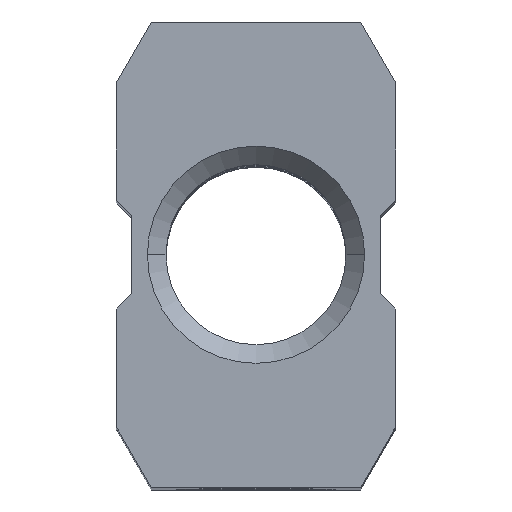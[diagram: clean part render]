
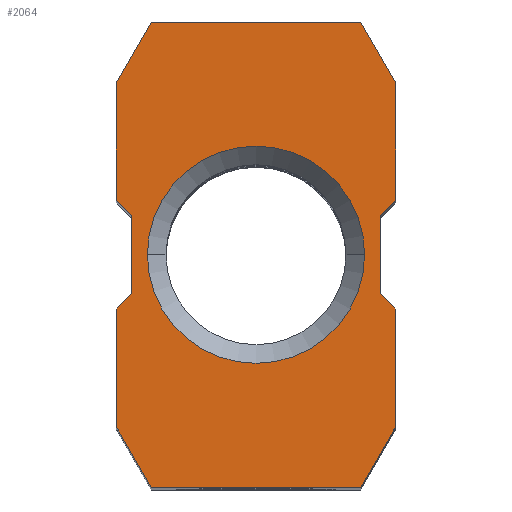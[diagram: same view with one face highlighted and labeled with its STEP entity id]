
A CAD part, top view. The second image highlights one B-rep face of the part: STEP entity #2064.
In plain terms, the highlighted planar face has unit normal (0, 0, 1).
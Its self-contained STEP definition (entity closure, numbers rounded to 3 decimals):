
#4 = CARTESIAN_POINT ( 'NONE',  ( 7., 15., 0. ) ) ;
#17 = CARTESIAN_POINT ( 'NONE',  ( -9., 18.5, 0. ) ) ;
#44 = CARTESIAN_POINT ( 'NONE',  ( 9., 26.103, 0. ) ) ;
#45 = ORIENTED_EDGE ( 'NONE', *, *, #1841, .T. ) ;
#58 = DIRECTION ( 'NONE',  ( 0.707, -0.707, 0. ) ) ;
#69 = VECTOR ( 'NONE', #304, 1000. ) ;
#90 = DIRECTION ( 'NONE',  ( 0.5, 0.866, 0. ) ) ;
#99 = LINE ( 'NONE', #1138, #1153 ) ;
#141 = CARTESIAN_POINT ( 'NONE',  ( -8., 17.5, 0. ) ) ;
#158 = AXIS2_PLACEMENT_3D ( 'NONE', #1317, #1743, #485 ) ;
#176 = VERTEX_POINT ( 'NONE', #2264 ) ;
#191 = CARTESIAN_POINT ( 'NONE',  ( 6.75, 30., 0. ) ) ;
#194 = DIRECTION ( 'NONE',  ( 0., 0., -1. ) ) ;
#195 = LINE ( 'NONE', #2496, #1518 ) ;
#221 = VERTEX_POINT ( 'NONE', #4 ) ;
#230 = LINE ( 'NONE', #1305, #2395 ) ;
#240 = ORIENTED_EDGE ( 'NONE', *, *, #1205, .T. ) ;
#242 = CARTESIAN_POINT ( 'NONE',  ( -9., 11.5, 0. ) ) ;
#254 = CARTESIAN_POINT ( 'NONE',  ( 9., 11.5, 0. ) ) ;
#273 = ORIENTED_EDGE ( 'NONE', *, *, #1898, .T. ) ;
#285 = CARTESIAN_POINT ( 'NONE',  ( -7., 15., 0. ) ) ;
#295 = VECTOR ( 'NONE', #1301, 1000. ) ;
#299 = DIRECTION ( 'NONE',  ( 0., 0., -1. ) ) ;
#304 = DIRECTION ( 'NONE',  ( 0., -1., 0. ) ) ;
#322 = DIRECTION ( 'NONE',  ( 1., 0., 0. ) ) ;
#329 = CARTESIAN_POINT ( 'NONE',  ( 0., 15., 0. ) ) ;
#330 = EDGE_CURVE ( 'NONE', #1960, #1631, #1620, .T. ) ;
#366 = CARTESIAN_POINT ( 'NONE',  ( 9., 26.103, 0. ) ) ;
#378 = FACE_BOUND ( 'NONE', #2580, .T. ) ;
#401 = EDGE_CURVE ( 'NONE', #708, #1471, #2471, .T. ) ;
#409 = VERTEX_POINT ( 'NONE', #285 ) ;
#410 = DIRECTION ( 'NONE',  ( -1., 0., 0. ) ) ;
#423 = DIRECTION ( 'NONE',  ( 0., 1., 0. ) ) ;
#428 = LINE ( 'NONE', #366, #2589 ) ;
#463 = DIRECTION ( 'NONE',  ( 0.707, 0.707, 0. ) ) ;
#485 = DIRECTION ( 'NONE',  ( 1., 0., 0. ) ) ;
#581 = DIRECTION ( 'NONE',  ( -0.5, 0.866, 0. ) ) ;
#588 = CARTESIAN_POINT ( 'NONE',  ( -9., 3.897, 0. ) ) ;
#603 = CARTESIAN_POINT ( 'NONE',  ( -6.75, 0., 0. ) ) ;
#606 = LINE ( 'NONE', #1125, #1156 ) ;
#700 = EDGE_CURVE ( 'NONE', #176, #1793, #801, .T. ) ;
#708 = VERTEX_POINT ( 'NONE', #1453 ) ;
#717 = ORIENTED_EDGE ( 'NONE', *, *, #330, .T. ) ;
#771 = ORIENTED_EDGE ( 'NONE', *, *, #1473, .T. ) ;
#775 = ORIENTED_EDGE ( 'NONE', *, *, #961, .T. ) ;
#786 = ORIENTED_EDGE ( 'NONE', *, *, #1772, .T. ) ;
#793 = VECTOR ( 'NONE', #2073, 1000. ) ;
#801 = LINE ( 'NONE', #191, #2403 ) ;
#802 = CARTESIAN_POINT ( 'NONE',  ( -6.75, 30., 0. ) ) ;
#807 = ORIENTED_EDGE ( 'NONE', *, *, #700, .T. ) ;
#813 = ORIENTED_EDGE ( 'NONE', *, *, #2557, .T. ) ;
#824 = EDGE_CURVE ( 'NONE', #2700, #1262, #831, .T. ) ;
#828 = CARTESIAN_POINT ( 'NONE',  ( 8., 17.5, 0. ) ) ;
#831 = LINE ( 'NONE', #1506, #1950 ) ;
#833 = VERTEX_POINT ( 'NONE', #1714 ) ;
#840 = CARTESIAN_POINT ( 'NONE',  ( -9., 26.103, 0. ) ) ;
#915 = AXIS2_PLACEMENT_3D ( 'NONE', #1458, #194, #1676 ) ;
#957 = LINE ( 'NONE', #2107, #2627 ) ;
#961 = EDGE_CURVE ( 'NONE', #1900, #2315, #1122, .T. ) ;
#973 = EDGE_CURVE ( 'NONE', #1753, #2100, #1255, .T. ) ;
#1026 = DIRECTION ( 'NONE',  ( -0.5, -0.866, 0. ) ) ;
#1042 = DIRECTION ( 'NONE',  ( 0.5, -0.866, 0. ) ) ;
#1074 = CARTESIAN_POINT ( 'NONE',  ( 9., 11.5, 0. ) ) ;
#1113 = VECTOR ( 'NONE', #58, 1000. ) ;
#1122 = LINE ( 'NONE', #1768, #1689 ) ;
#1125 = CARTESIAN_POINT ( 'NONE',  ( 8., 12.5, 0. ) ) ;
#1138 = CARTESIAN_POINT ( 'NONE',  ( 6.75, 0., 0. ) ) ;
#1153 = VECTOR ( 'NONE', #90, 1000. ) ;
#1156 = VECTOR ( 'NONE', #1338, 1000. ) ;
#1174 = EDGE_CURVE ( 'NONE', #2315, #1273, #1520, .T. ) ;
#1179 = VERTEX_POINT ( 'NONE', #828 ) ;
#1205 = EDGE_CURVE ( 'NONE', #833, #1960, #957, .T. ) ;
#1255 = LINE ( 'NONE', #1994, #69 ) ;
#1257 = ORIENTED_EDGE ( 'NONE', *, *, #1174, .T. ) ;
#1262 = VERTEX_POINT ( 'NONE', #17 ) ;
#1273 = VERTEX_POINT ( 'NONE', #1706 ) ;
#1284 = AXIS2_PLACEMENT_3D ( 'NONE', #329, #299, #322 ) ;
#1298 = EDGE_CURVE ( 'NONE', #221, #409, #1315, .T. ) ;
#1301 = DIRECTION ( 'NONE',  ( -0.707, -0.707, 0. ) ) ;
#1305 = CARTESIAN_POINT ( 'NONE',  ( 8., 17.5, 0. ) ) ;
#1315 = CIRCLE ( 'NONE', #1284, 7. ) ;
#1317 = CARTESIAN_POINT ( 'NONE',  ( -7.757, 28.257, 0. ) ) ;
#1337 = CARTESIAN_POINT ( 'NONE',  ( 9., 18.5, 0. ) ) ;
#1338 = DIRECTION ( 'NONE',  ( 0., 1., 0. ) ) ;
#1342 = ORIENTED_EDGE ( 'NONE', *, *, #2442, .T. ) ;
#1348 = LINE ( 'NONE', #603, #793 ) ;
#1399 = ORIENTED_EDGE ( 'NONE', *, *, #401, .T. ) ;
#1453 = CARTESIAN_POINT ( 'NONE',  ( 9., 18.5, 0. ) ) ;
#1458 = CARTESIAN_POINT ( 'NONE',  ( 0., 15., 0. ) ) ;
#1471 = VERTEX_POINT ( 'NONE', #44 ) ;
#1473 = EDGE_CURVE ( 'NONE', #1179, #708, #230, .T. ) ;
#1496 = DIRECTION ( 'NONE',  ( 0., -1., 0. ) ) ;
#1506 = CARTESIAN_POINT ( 'NONE',  ( -9., 18.5, 0. ) ) ;
#1518 = VECTOR ( 'NONE', #1026, 1000. ) ;
#1520 = LINE ( 'NONE', #2517, #2083 ) ;
#1537 = PLANE ( 'NONE',  #158 ) ;
#1620 = LINE ( 'NONE', #254, #2116 ) ;
#1631 = VERTEX_POINT ( 'NONE', #2629 ) ;
#1676 = DIRECTION ( 'NONE',  ( 1., 0., 0. ) ) ;
#1689 = VECTOR ( 'NONE', #1774, 1000. ) ;
#1706 = CARTESIAN_POINT ( 'NONE',  ( -6.75, 0., 0. ) ) ;
#1714 = CARTESIAN_POINT ( 'NONE',  ( 9., 3.897, 0. ) ) ;
#1728 = DIRECTION ( 'NONE',  ( -0.707, 0.707, 0. ) ) ;
#1741 = CARTESIAN_POINT ( 'NONE',  ( 6.75, 0., 0. ) ) ;
#1743 = DIRECTION ( 'NONE',  ( 0., 0., 1. ) ) ;
#1753 = VERTEX_POINT ( 'NONE', #141 ) ;
#1754 = CARTESIAN_POINT ( 'NONE',  ( -8., 12.5, 0. ) ) ;
#1768 = CARTESIAN_POINT ( 'NONE',  ( -9., 3.897, 0. ) ) ;
#1772 = EDGE_CURVE ( 'NONE', #1471, #176, #428, .T. ) ;
#1774 = DIRECTION ( 'NONE',  ( 0., -1., 0. ) ) ;
#1782 = FACE_OUTER_BOUND ( 'NONE', #2123, .T. ) ;
#1793 = VERTEX_POINT ( 'NONE', #802 ) ;
#1839 = CIRCLE ( 'NONE', #915, 7. ) ;
#1841 = EDGE_CURVE ( 'NONE', #1273, #2515, #1348, .T. ) ;
#1869 = ORIENTED_EDGE ( 'NONE', *, *, #824, .T. ) ;
#1873 = CARTESIAN_POINT ( 'NONE',  ( -9., 11.5, 0. ) ) ;
#1898 = EDGE_CURVE ( 'NONE', #409, #221, #1839, .T. ) ;
#1900 = VERTEX_POINT ( 'NONE', #1873 ) ;
#1926 = ORIENTED_EDGE ( 'NONE', *, *, #2060, .T. ) ;
#1950 = VECTOR ( 'NONE', #1496, 1000. ) ;
#1960 = VERTEX_POINT ( 'NONE', #1074 ) ;
#1961 = LINE ( 'NONE', #2573, #1113 ) ;
#1994 = CARTESIAN_POINT ( 'NONE',  ( -8., 12.5, 0. ) ) ;
#2060 = EDGE_CURVE ( 'NONE', #1262, #1753, #1961, .T. ) ;
#2064 = ADVANCED_FACE ( 'NONE', ( #378, #1782 ), #1537, .T. ) ;
#2073 = DIRECTION ( 'NONE',  ( 1., 0., 0. ) ) ;
#2083 = VECTOR ( 'NONE', #1042, 1000. ) ;
#2100 = VERTEX_POINT ( 'NONE', #1754 ) ;
#2107 = CARTESIAN_POINT ( 'NONE',  ( 9., 3.897, 0. ) ) ;
#2116 = VECTOR ( 'NONE', #1728, 1000. ) ;
#2123 = EDGE_LOOP ( 'NONE', ( #2640, #1869, #1926, #2458, #1342, #775, #1257, #45, #813, #240, #717, #2675, #771, #1399, #786, #807 ) ) ;
#2131 = EDGE_CURVE ( 'NONE', #1631, #1179, #606, .T. ) ;
#2264 = CARTESIAN_POINT ( 'NONE',  ( 6.75, 30., 0. ) ) ;
#2315 = VERTEX_POINT ( 'NONE', #588 ) ;
#2395 = VECTOR ( 'NONE', #463, 1000. ) ;
#2403 = VECTOR ( 'NONE', #410, 1000. ) ;
#2422 = ORIENTED_EDGE ( 'NONE', *, *, #1298, .T. ) ;
#2442 = EDGE_CURVE ( 'NONE', #2100, #1900, #2595, .T. ) ;
#2458 = ORIENTED_EDGE ( 'NONE', *, *, #973, .T. ) ;
#2471 = LINE ( 'NONE', #1337, #2536 ) ;
#2496 = CARTESIAN_POINT ( 'NONE',  ( -9., 26.103, 0. ) ) ;
#2515 = VERTEX_POINT ( 'NONE', #1741 ) ;
#2517 = CARTESIAN_POINT ( 'NONE',  ( -6.75, 0., 0. ) ) ;
#2536 = VECTOR ( 'NONE', #2587, 1000. ) ;
#2557 = EDGE_CURVE ( 'NONE', #2515, #833, #99, .T. ) ;
#2573 = CARTESIAN_POINT ( 'NONE',  ( -8., 17.5, 0. ) ) ;
#2580 = EDGE_LOOP ( 'NONE', ( #2422, #273 ) ) ;
#2587 = DIRECTION ( 'NONE',  ( 0., 1., 0. ) ) ;
#2589 = VECTOR ( 'NONE', #581, 1000. ) ;
#2595 = LINE ( 'NONE', #242, #295 ) ;
#2627 = VECTOR ( 'NONE', #423, 1000. ) ;
#2629 = CARTESIAN_POINT ( 'NONE',  ( 8., 12.5, 0. ) ) ;
#2640 = ORIENTED_EDGE ( 'NONE', *, *, #2680, .T. ) ;
#2675 = ORIENTED_EDGE ( 'NONE', *, *, #2131, .T. ) ;
#2680 = EDGE_CURVE ( 'NONE', #1793, #2700, #195, .T. ) ;
#2700 = VERTEX_POINT ( 'NONE', #840 ) ;
